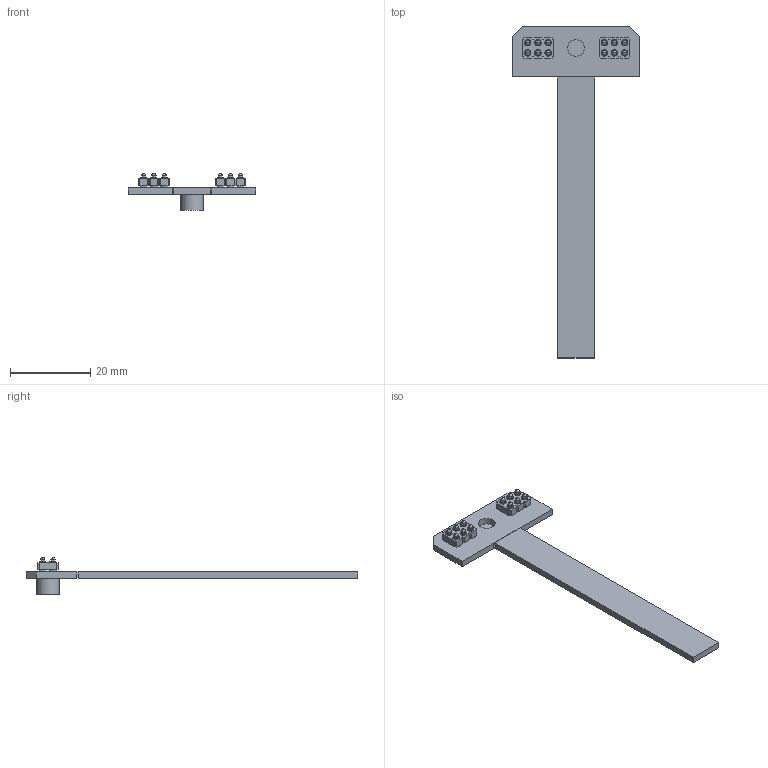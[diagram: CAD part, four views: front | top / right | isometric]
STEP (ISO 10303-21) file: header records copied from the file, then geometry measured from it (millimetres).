
FILE_DESCRIPTION(('Open CASCADE Model'),'2;1');
FILE_NAME('Open CASCADE Shape Model','2022-07-20T21:27:12',('Author'),( 'Open CASCADE'),'Open CASCADE STEP processor 6.8','Open CASCADE 6.8' ,'Unknown');
FILE_SCHEMA(('AUTOMOTIVE_DESIGN { 1 0 10303 214 1 1 1 1 }'));
Length unit declared in the file: millimetre
Products named in the file (12): PCB; BoardArrowBattPack-V2; Open CASCADE STEP translator 6.8 1.1.1; Open CASCADE STEP translator 6.8 1.1.2; J4ArrowBattPack-V2; 8248591760; Cylinder; J2ArrowBattPack-V2; mill-max-813-22-006-30-000101; mill-max-813-22-006-30-000101_
P4XX-28-011-00-090000(P406-28-011-00-090000); mill-max-813-22-006-30-000101_0900; J1ArrowBattPack-V2
Assembly tree (17 placements, depth 4):
  PCB
    BoardArrowBattPack-V2
      Open CASCADE STEP translator 6.8 1.1.1
      Open CASCADE STEP translator 6.8 1.1.2
    J4ArrowBattPack-V2
      8248591760
        Cylinder
    J2ArrowBattPack-V2
      mill-max-813-22-006-30-000101
        mill-max-813-22-006-30-000101_
P4XX-28-011-00-090000(P406-28-011-00-090000)
        mill-max-813-22-006-30-000101_0900  x6
    J1ArrowBattPack-V2
      mill-max-813-22-006-30-000101
        mill-max-813-22-006-30-000101_
P4XX-28-011-00-090000(P406-28-011-00-090000)
        mill-max-813-22-006-30-000101_0900  x6
Bounding box: 31.75 x 82.7 x 9.2 mm (x, y, z)
Volume: 1912.3 mm3; surface area: 3115.3 mm2
Topology: 17 solids, 17 shells, 321 faces, 741 edges, 466 vertices
Faces by surface type: plane 127, cylinder 122, cone 48, sphere 24
Full cylindrical faces by diameter (mm): 4.2 x1, 5.588 x1
Entity records: 2741 total; most frequent: DIRECTION 451, CARTESIAN_POINT 433, ORIENTED_EDGE 402, EDGE_CURVE 201, AXIS2_PLACEMENT_3D 151, LINE 149, VECTOR 149, VERTEX_POINT 133
